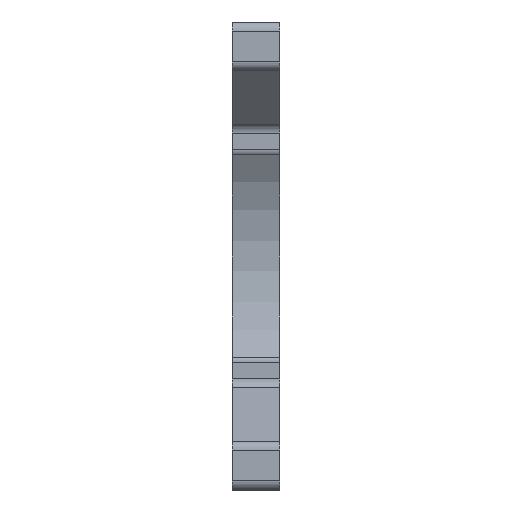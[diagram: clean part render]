
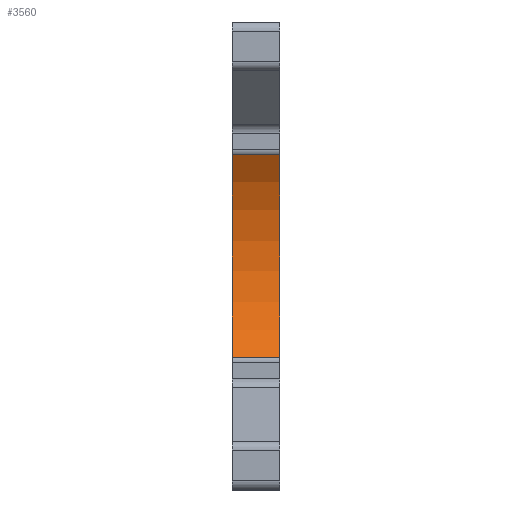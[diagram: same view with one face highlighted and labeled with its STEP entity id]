
A CAD part, left-side view. The second image highlights one B-rep face of the part: STEP entity #3560.
In plain terms, the highlighted cylindrical face has radius 58.482 mm (diameter 116.965 mm), a partial arc.
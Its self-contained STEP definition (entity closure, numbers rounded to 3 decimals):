
#154=CYLINDRICAL_SURFACE('',#4052,58.482);
#247=VECTOR('',#5642,1.);
#271=VECTOR('',#5860,1.);
#323=LINE('',#4643,#247);
#347=LINE('',#4872,#271);
#410=VERTEX_POINT('',#4249);
#440=VERTEX_POINT('',#4309);
#579=VERTEX_POINT('',#4644);
#656=VERTEX_POINT('',#4802);
#782=CIRCLE('',#3708,58.482);
#988=CIRCLE('',#3964,58.482);
#1116=EDGE_CURVE('',#440,#410,#782,.T.);
#1263=EDGE_CURVE('',#410,#579,#323,.T.);
#1342=EDGE_CURVE('',#579,#656,#988,.T.);
#1379=EDGE_CURVE('',#656,#440,#347,.T.);
#2021=ORIENTED_EDGE('',*,*,#1263,.F.);
#2022=ORIENTED_EDGE('',*,*,#1116,.F.);
#2023=ORIENTED_EDGE('',*,*,#1379,.F.);
#2024=ORIENTED_EDGE('',*,*,#1342,.F.);
#2626=EDGE_LOOP('',(#2021,#2022,#2023,#2024));
#3222=FACE_BOUND('',#2626,.T.);
#3560=ADVANCED_FACE('',(#3222),#154,.F.);
#3708=AXIS2_PLACEMENT_3D('',#4310,#5272,#5273);
#3964=AXIS2_PLACEMENT_3D('',#4801,#5798,#5799);
#4052=AXIS2_PLACEMENT_3D('',#4976,#5997,#5998);
#4249=CARTESIAN_POINT('',(-320.502,15.,32.26));
#4309=CARTESIAN_POINT('',(-320.502,15.,-32.26));
#4310=CARTESIAN_POINT('',(-369.282,15.,0.));
#4643=CARTESIAN_POINT('',(-320.502,-720.409,32.26));
#4644=CARTESIAN_POINT('',(-320.502,0.,32.26));
#4801=CARTESIAN_POINT('',(-369.282,0.,0.));
#4802=CARTESIAN_POINT('',(-320.502,0.,-32.26));
#4872=CARTESIAN_POINT('',(-320.502,-720.409,-32.26));
#4976=CARTESIAN_POINT('',(-369.282,-720.409,0.));
#5272=DIRECTION('',(0.,-1.,0.));
#5273=DIRECTION('',(58.482,0.,0.));
#5642=DIRECTION('',(0.,-1.,0.));
#5798=DIRECTION('',(0.,1.,0.));
#5799=DIRECTION('',(58.482,0.,0.));
#5860=DIRECTION('',(0.,1.,0.));
#5997=DIRECTION('',(0.,1.,0.));
#5998=DIRECTION('',(58.482,0.,0.));
